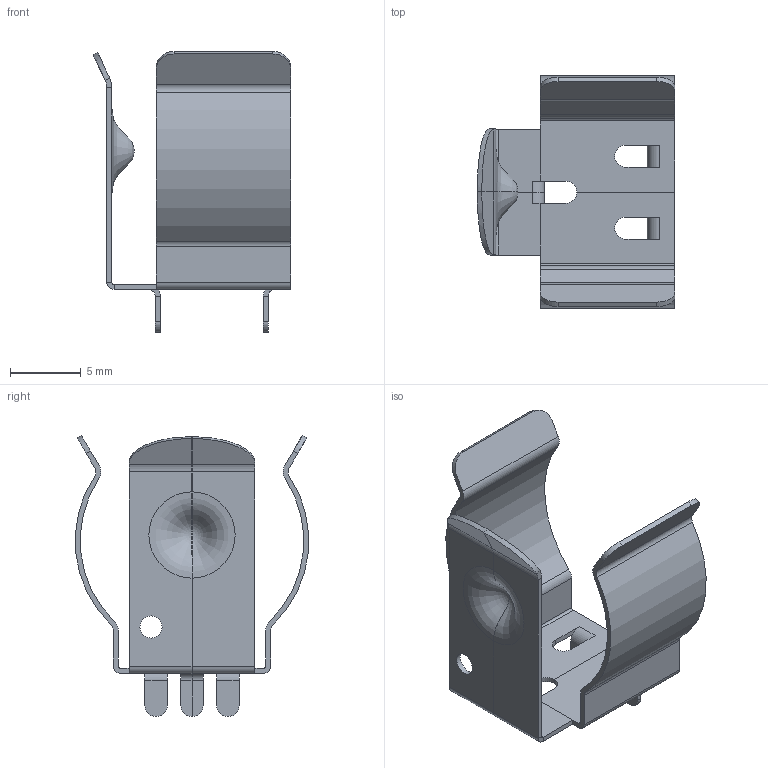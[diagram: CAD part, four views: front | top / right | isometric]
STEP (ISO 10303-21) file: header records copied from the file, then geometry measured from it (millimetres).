
FILE_DESCRIPTION(('FreeCAD Model'),'2;1');
FILE_NAME('Open CASCADE Shape Model','2023-05-04T16:43:29',( 'kicad StepUp'),('ksu MCAD'),'Open CASCADE STEP processor 7.6', 'FreeCAD','Unknown');
FILE_SCHEMA(('AUTOMOTIVE_DESIGN { 1 0 10303 214 1 1 1 1 }'));
Length unit declared in the file: millimetre
Products named in the file (1): BatteryClip_Keystone_54_16-19mm
Bounding box: 13.97 x 16.48 x 19.86 mm (x, y, z)
Volume: 218 mm3; surface area: 1323.7 mm2
Topology: 2 solids, 2 shells, 143 faces, 355 edges, 212 vertices
Faces by surface type: plane 90, cylinder 47, revolution 4, extrusion 2
Full cylindrical faces by diameter (mm): 1.575 x1
Entity records: 4392 total; most frequent: CARTESIAN_POINT 937, DIRECTION 729, ORIENTED_EDGE 702, EDGE_CURVE 351, AXIS2_PLACEMENT_3D 246, VECTOR 233, LINE 231, VERTEX_POINT 212
